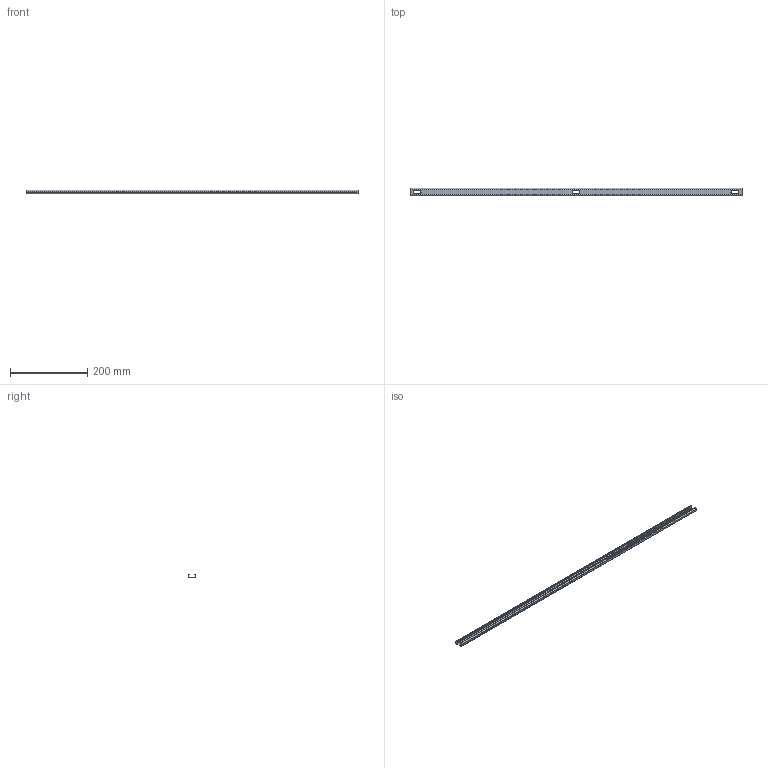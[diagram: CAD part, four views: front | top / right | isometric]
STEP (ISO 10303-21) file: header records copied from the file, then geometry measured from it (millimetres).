
FILE_DESCRIPTION(('CATIA V5 STEP Exchange','CAx-IF Rec.Pracs.--- Model Styling and Organization---1.4--- 2014-01-23'),'2;1');
FILE_NAME ('1901120-3_0_8000117058_8000117058_ TS20CX10 STZN KTB 9191 HOR.stp','2023-05-17T06:37:13+00:00',('none'),('Weidmueller'),'CATIA Version 5-6 Release 2016 SP3 HF44','CATIA V5 STEP AP214','none');
FILE_SCHEMA(('AUTOMOTIVE_DESIGN { 1 0 10303 214 1 1 1 1 }'));
Length unit declared in the file: millimetre
Products named in the file (1): XXX_TS20CX10 STZN KTB 9191 HOR
Bounding box: 860 x 20 x 10 mm (x, y, z)
Volume: 50603.3 mm3; surface area: 70382.3 mm2
Topology: 1 solids, 1 shells, 36 faces, 105 edges, 71 vertices
Faces by surface type: plane 20, cylinder 16
Entity records: 1181 total; most frequent: ORIENTED_EDGE 210, CARTESIAN_POINT 208, DIRECTION 167, EDGE_CURVE 105, VECTOR 73, LINE 73, VERTEX_POINT 71, AXIS2_PLACEMENT_3D 64
